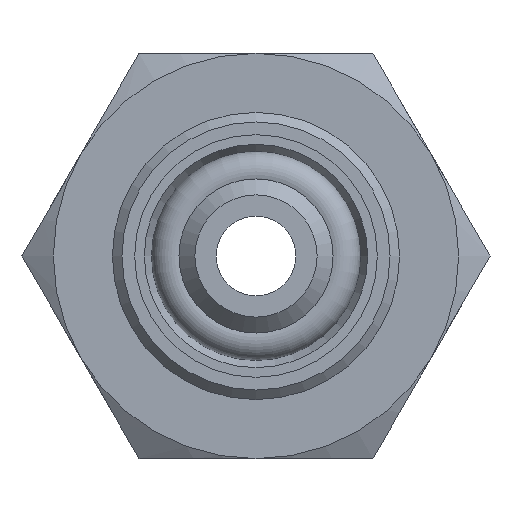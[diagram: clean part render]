
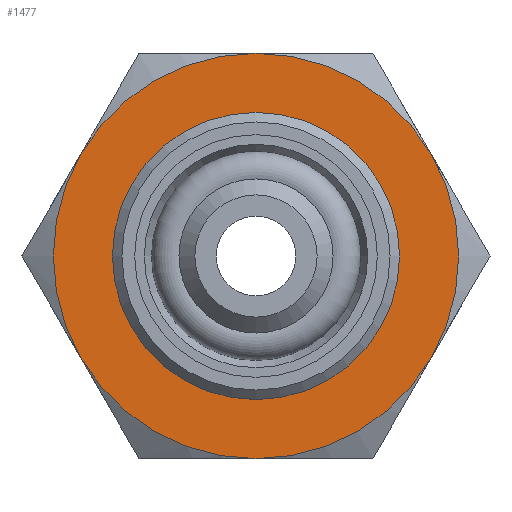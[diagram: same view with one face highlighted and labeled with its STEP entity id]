
A CAD part, front view. The second image highlights one B-rep face of the part: STEP entity #1477.
In plain terms, the highlighted planar face has unit normal (0, -1, 0).
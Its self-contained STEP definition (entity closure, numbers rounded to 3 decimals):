
#174=CARTESIAN_POINT('',(5.499,7.5,3.175));
#175=VERTEX_POINT('',#174);
#316=CARTESIAN_POINT('',(5.499,7.5,-3.175));
#317=VERTEX_POINT('',#316);
#467=CARTESIAN_POINT('',(0.,7.5,6.35));
#468=VERTEX_POINT('',#467);
#546=CARTESIAN_POINT('',(0.,7.5,-6.35));
#547=VERTEX_POINT('',#546);
#688=CARTESIAN_POINT('',(-5.499,7.5,-3.175));
#689=VERTEX_POINT('',#688);
#830=CARTESIAN_POINT('',(-5.499,7.5,3.175));
#831=VERTEX_POINT('',#830);
#1168=CARTESIAN_POINT('',(0.,7.5,0.0));
#1169=DIRECTION('',(0.0,1.0,0.0));
#1170=DIRECTION('',(-1.0,0.0,0.0));
#1171=AXIS2_PLACEMENT_3D('',#1168,#1169,#1170);
#1172=CIRCLE('',#1171,6.35);
#1173=EDGE_CURVE('',#689,#831,#1172,.T.);
#1186=CARTESIAN_POINT('',(0.,7.5,0.0));
#1187=DIRECTION('',(0.0,1.0,0.0));
#1188=DIRECTION('',(-1.0,0.0,0.0));
#1189=AXIS2_PLACEMENT_3D('',#1186,#1187,#1188);
#1190=CIRCLE('',#1189,6.35);
#1191=EDGE_CURVE('',#831,#468,#1190,.T.);
#1202=CARTESIAN_POINT('',(0.,7.5,0.0));
#1203=DIRECTION('',(0.0,1.0,0.0));
#1204=DIRECTION('',(-1.0,0.0,0.0));
#1205=AXIS2_PLACEMENT_3D('',#1202,#1203,#1204);
#1206=CIRCLE('',#1205,6.35);
#1207=EDGE_CURVE('',#547,#689,#1206,.T.);
#1219=CARTESIAN_POINT('',(0.,7.5,0.0));
#1220=DIRECTION('',(0.0,1.0,0.0));
#1221=DIRECTION('',(-1.0,0.0,0.0));
#1222=AXIS2_PLACEMENT_3D('',#1219,#1220,#1221);
#1223=CIRCLE('',#1222,6.35);
#1224=EDGE_CURVE('',#317,#547,#1223,.T.);
#1237=CARTESIAN_POINT('',(0.,7.5,0.0));
#1238=DIRECTION('',(0.0,1.0,0.0));
#1239=DIRECTION('',(-1.0,0.0,0.0));
#1240=AXIS2_PLACEMENT_3D('',#1237,#1238,#1239);
#1241=CIRCLE('',#1240,6.35);
#1242=EDGE_CURVE('',#468,#175,#1241,.T.);
#1440=CARTESIAN_POINT('',(-4.5,7.5,0.0));
#1441=VERTEX_POINT('',#1440);
#1442=CARTESIAN_POINT('',(0.,7.5,0.0));
#1443=DIRECTION('',(0.0,1.0,0.0));
#1444=DIRECTION('',(-1.0,0.0,0.0));
#1445=AXIS2_PLACEMENT_3D('',#1442,#1443,#1444);
#1446=CIRCLE('',#1445,4.5);
#1447=EDGE_CURVE('',#1441,#1441,#1446,.T.);
#1455=CARTESIAN_POINT('',(-5.425,7.5,0.0));
#1456=DIRECTION('',(0.0,-1.0,0.0));
#1457=DIRECTION('',(0.0,0.0,-1.0));
#1458=AXIS2_PLACEMENT_3D('',#1455,#1456,#1457);
#1459=PLANE('',#1458);
#1460=ORIENTED_EDGE('',*,*,#1173,.F.);
#1461=ORIENTED_EDGE('',*,*,#1207,.F.);
#1462=ORIENTED_EDGE('',*,*,#1224,.F.);
#1463=CARTESIAN_POINT('',(0.,7.5,0.0));
#1464=DIRECTION('',(0.0,1.0,0.0));
#1465=DIRECTION('',(-1.0,0.0,0.0));
#1466=AXIS2_PLACEMENT_3D('',#1463,#1464,#1465);
#1467=CIRCLE('',#1466,6.35);
#1468=EDGE_CURVE('',#175,#317,#1467,.T.);
#1469=ORIENTED_EDGE('',*,*,#1468,.F.);
#1470=ORIENTED_EDGE('',*,*,#1242,.F.);
#1471=ORIENTED_EDGE('',*,*,#1191,.F.);
#1472=EDGE_LOOP('',(#1460,#1461,#1462,#1469,#1470,#1471));
#1473=FACE_OUTER_BOUND('',#1472,.T.);
#1474=ORIENTED_EDGE('',*,*,#1447,.T.);
#1475=EDGE_LOOP('',(#1474));
#1476=FACE_BOUND('',#1475,.T.);
#1477=ADVANCED_FACE('',(#1473,#1476),#1459,.T.);
